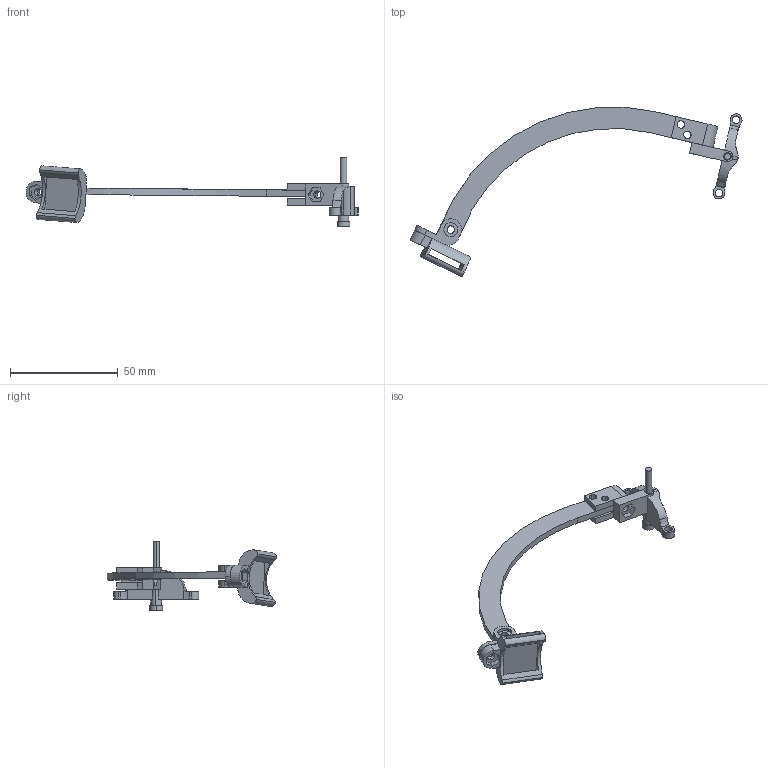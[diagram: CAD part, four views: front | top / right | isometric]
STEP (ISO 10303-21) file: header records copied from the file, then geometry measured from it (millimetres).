
FILE_DESCRIPTION (( 'STEP AP203' ), '1' );
FILE_NAME ('montagemcae stepe.STEP', '2023-09-12T18:56:17', ( '' ), ( '' ), 'SwSTEP 2.0', 'SolidWorks 2022', '' );
FILE_SCHEMA (( 'CONFIG_CONTROL_DESIGN' ));
Length unit declared in the file: millimetre
Products named in the file (7): montagemcae stepe; connector; rotador; tip; para 2; base dedo 1; falange
Assembly tree (6 placements, depth 2):
  montagemcae stepe
    base dedo 1
    connector
    falange
    rotador
    tip
    para 2
Bounding box: 154.32 x 78.68 x 32.5 mm (x, y, z)
Volume: 11129 mm3; surface area: 10544.7 mm2
Topology: 6 solids, 6 shells, 162 faces, 434 edges, 287 vertices
Faces by surface type: plane 82, cylinder 76, bspline 4
Entity records: 6107 total; most frequent: CARTESIAN_POINT 1157, DIRECTION 907, ORIENTED_EDGE 868, EDGE_CURVE 434, AXIS2_PLACEMENT_3D 332, VERTEX_POINT 287, VECTOR 243, LINE 243
